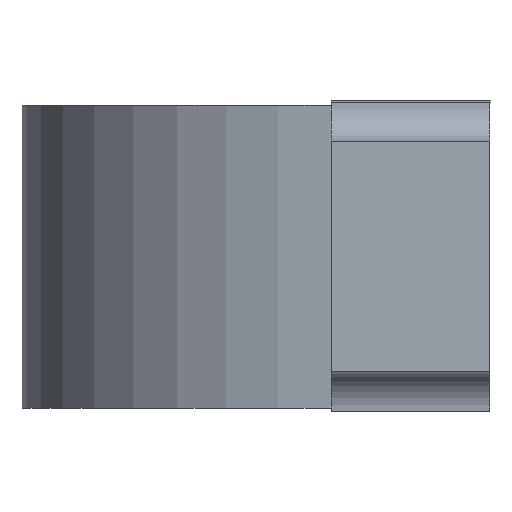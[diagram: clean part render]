
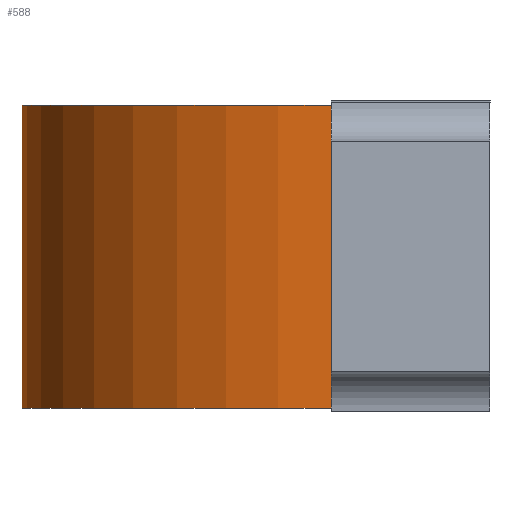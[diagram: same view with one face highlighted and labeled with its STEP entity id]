
A CAD part, left-side view. The second image highlights one B-rep face of the part: STEP entity #588.
In plain terms, the highlighted cylindrical face has radius 0.991 mm (diameter 1.981 mm), a partial arc.
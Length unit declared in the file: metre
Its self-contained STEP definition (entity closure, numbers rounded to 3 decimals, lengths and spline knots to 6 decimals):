
#12=CIRCLE('',#778,0.000991);
#13=CIRCLE('',#779,0.000991);
#22=CYLINDRICAL_SURFACE('',#777,0.000991);
#58=LINE('',#978,#100);
#59=LINE('',#983,#101);
#100=VECTOR('',#830,1.);
#101=VECTOR('',#833,1.);
#146=ORIENTED_EDGE('',*,*,#322,.F.);
#147=ORIENTED_EDGE('',*,*,#323,.T.);
#148=ORIENTED_EDGE('',*,*,#324,.F.);
#149=ORIENTED_EDGE('',*,*,#325,.F.);
#322=EDGE_CURVE('',#410,#411,#58,.T.);
#323=EDGE_CURVE('',#410,#412,#12,.F.);
#324=EDGE_CURVE('',#413,#412,#59,.F.);
#325=EDGE_CURVE('',#411,#413,#13,.F.);
#410=VERTEX_POINT('',#979);
#411=VERTEX_POINT('',#980);
#412=VERTEX_POINT('',#982);
#413=VERTEX_POINT('',#984);
#498=EDGE_LOOP('',(#146,#147,#148,#149));
#530=FACE_BOUND('',#498,.T.);
#588=ADVANCED_FACE('',(#530),#22,.T.);
#777=AXIS2_PLACEMENT_3D('',#977,#828,#829);
#778=AXIS2_PLACEMENT_3D('',#981,#831,#832);
#779=AXIS2_PLACEMENT_3D('',#985,#834,#835);
#828=DIRECTION('',(0.,0.,-1.));
#829=DIRECTION('',(-1.,0.,0.));
#830=DIRECTION('',(0.,0.,1.));
#831=DIRECTION('',(0.,0.,-1.));
#832=DIRECTION('',(-1.,0.,0.));
#833=DIRECTION('',(0.,0.,1.));
#834=DIRECTION('',(0.,0.,-1.));
#835=DIRECTION('',(-1.,0.,0.));
#977=CARTESIAN_POINT('',(0.,0.000254,0.000495));
#978=CARTESIAN_POINT('',(0.000991,0.000254,0.));
#979=CARTESIAN_POINT('',(0.000991,0.000254,0.00001));
#980=CARTESIAN_POINT('',(0.000991,0.000254,0.000981));
#981=CARTESIAN_POINT('',(0.,0.000254,0.00001));
#982=CARTESIAN_POINT('',(-0.000991,0.000254,0.00001));
#983=CARTESIAN_POINT('',(-0.000991,0.000254,0.));
#984=CARTESIAN_POINT('',(-0.000991,0.000254,0.000981));
#985=CARTESIAN_POINT('',(0.,0.000254,0.000981));
